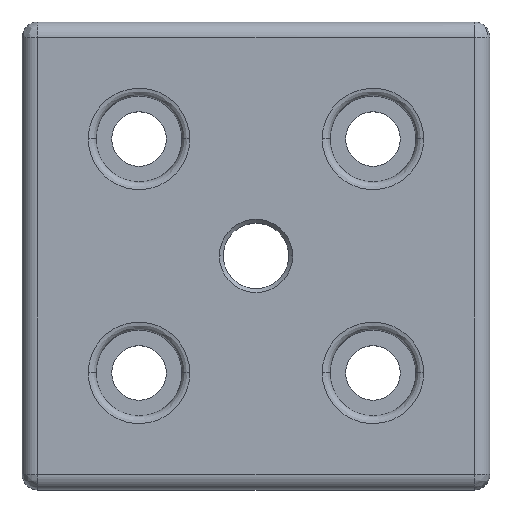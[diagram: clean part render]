
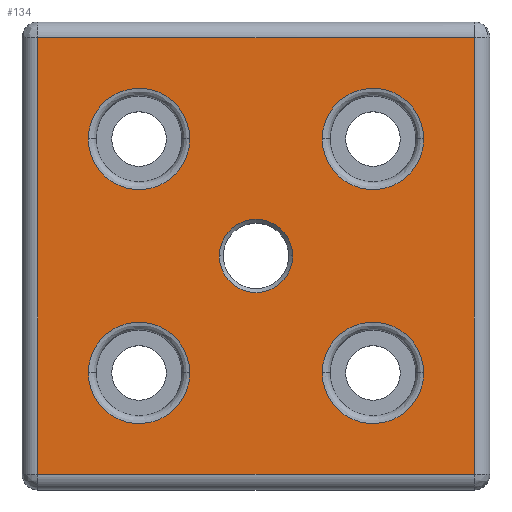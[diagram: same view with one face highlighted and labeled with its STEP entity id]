
A CAD part, top view. The second image highlights one B-rep face of the part: STEP entity #134.
In plain terms, the highlighted planar face has unit normal (0, 0, 1).
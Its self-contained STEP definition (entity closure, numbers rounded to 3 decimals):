
#134=ADVANCED_FACE('',(#389,#390,#391,#392,#393,#394),#395,.F.);
#389=FACE_OUTER_BOUND('',#1315,.T.);
#390=FACE_BOUND('',#1316,.T.);
#391=FACE_BOUND('',#1317,.T.);
#392=FACE_BOUND('',#1318,.T.);
#393=FACE_BOUND('',#1319,.T.);
#394=FACE_BOUND('',#1320,.T.);
#395=PLANE('',#1321);
#1315=EDGE_LOOP('',(#2938,#2939,#2940,#2941));
#1316=EDGE_LOOP('',(#2942,#2943));
#1317=EDGE_LOOP('',(#2944,#2945));
#1318=EDGE_LOOP('',(#2946,#2947));
#1319=EDGE_LOOP('',(#2948,#2949));
#1320=EDGE_LOOP('',(#2950,#2951));
#1321=AXIS2_PLACEMENT_3D('',#2952,#2953,#2954);
#2938=ORIENTED_EDGE('',*,*,#4149,.F.);
#2939=ORIENTED_EDGE('',*,*,#4150,.F.);
#2940=ORIENTED_EDGE('',*,*,#4151,.F.);
#2941=ORIENTED_EDGE('',*,*,#4152,.F.);
#2942=ORIENTED_EDGE('',*,*,#4153,.F.);
#2943=ORIENTED_EDGE('',*,*,#4071,.F.);
#2944=ORIENTED_EDGE('',*,*,#3975,.F.);
#2945=ORIENTED_EDGE('',*,*,#4154,.F.);
#2946=ORIENTED_EDGE('',*,*,#3979,.F.);
#2947=ORIENTED_EDGE('',*,*,#4155,.F.);
#2948=ORIENTED_EDGE('',*,*,#3983,.F.);
#2949=ORIENTED_EDGE('',*,*,#4156,.F.);
#2950=ORIENTED_EDGE('',*,*,#3987,.F.);
#2951=ORIENTED_EDGE('',*,*,#4157,.F.);
#2952=CARTESIAN_POINT('',(30.0,30.0,12.0));
#2953=DIRECTION('',(0.0,0.0,-1.0));
#2954=DIRECTION('',(0.0,-1.0,0.0));
#3975=EDGE_CURVE('',#4505,#4506,#4507,.T.);
#3979=EDGE_CURVE('',#4513,#4514,#4515,.T.);
#3983=EDGE_CURVE('',#4521,#4522,#4523,.T.);
#3987=EDGE_CURVE('',#4529,#4530,#4531,.T.);
#4071=EDGE_CURVE('',#4687,#4689,#4690,.T.);
#4149=EDGE_CURVE('',#4558,#4828,#4829,.T.);
#4150=EDGE_CURVE('',#4830,#4558,#4831,.T.);
#4151=EDGE_CURVE('',#4832,#4830,#4833,.T.);
#4152=EDGE_CURVE('',#4828,#4832,#4834,.T.);
#4153=EDGE_CURVE('',#4689,#4687,#4835,.T.);
#4154=EDGE_CURVE('',#4506,#4505,#4836,.T.);
#4155=EDGE_CURVE('',#4514,#4513,#4837,.T.);
#4156=EDGE_CURVE('',#4522,#4521,#4838,.T.);
#4157=EDGE_CURVE('',#4530,#4529,#4839,.T.);
#4505=VERTEX_POINT('',#5298);
#4506=VERTEX_POINT('',#5299);
#4507=(B_SPLINE_CURVE(3,(#5301,#5302,#5303,#5304),.UNSPECIFIED.,.F.,.F.)B_SPLINE_CURVE_WITH_KNOTS((4,4),(0.0,1.0),.UNSPECIFIED.)RATIONAL_B_SPLINE_CURVE((1.0,0.333,0.333,1.0))BOUNDED_CURVE()REPRESENTATION_ITEM('')GEOMETRIC_REPRESENTATION_ITEM()CURVE());
#4513=VERTEX_POINT('',#5316);
#4514=VERTEX_POINT('',#5317);
#4515=(B_SPLINE_CURVE(3,(#5319,#5320,#5321,#5322),.UNSPECIFIED.,.F.,.F.)B_SPLINE_CURVE_WITH_KNOTS((4,4),(0.0,1.0),.UNSPECIFIED.)RATIONAL_B_SPLINE_CURVE((1.0,0.333,0.333,1.0))BOUNDED_CURVE()REPRESENTATION_ITEM('')GEOMETRIC_REPRESENTATION_ITEM()CURVE());
#4521=VERTEX_POINT('',#5334);
#4522=VERTEX_POINT('',#5335);
#4523=(B_SPLINE_CURVE(3,(#5337,#5338,#5339,#5340),.UNSPECIFIED.,.F.,.F.)B_SPLINE_CURVE_WITH_KNOTS((4,4),(0.0,1.0),.UNSPECIFIED.)RATIONAL_B_SPLINE_CURVE((1.0,0.333,0.333,1.0))BOUNDED_CURVE()REPRESENTATION_ITEM('')GEOMETRIC_REPRESENTATION_ITEM()CURVE());
#4529=VERTEX_POINT('',#5352);
#4530=VERTEX_POINT('',#5353);
#4531=(B_SPLINE_CURVE(3,(#5355,#5356,#5357,#5358),.UNSPECIFIED.,.F.,.F.)B_SPLINE_CURVE_WITH_KNOTS((4,4),(0.0,1.0),.UNSPECIFIED.)RATIONAL_B_SPLINE_CURVE((1.0,0.333,0.333,1.0))BOUNDED_CURVE()REPRESENTATION_ITEM('')GEOMETRIC_REPRESENTATION_ITEM()CURVE());
#4558=VERTEX_POINT('',#5391);
#4687=VERTEX_POINT('',#5601);
#4689=VERTEX_POINT('',#5604);
#4690=CIRCLE('',#5605,4.7);
#4828=VERTEX_POINT('',#5784);
#4829=LINE('',#5785,#5786);
#4830=VERTEX_POINT('',#5787);
#4831=LINE('',#5788,#5789);
#4832=VERTEX_POINT('',#5790);
#4833=LINE('',#5791,#5792);
#4834=LINE('',#5793,#5794);
#4835=CIRCLE('',#5795,4.7);
#4836=(B_SPLINE_CURVE(3,(#5797,#5798,#5799,#5800),.UNSPECIFIED.,.F.,.F.)B_SPLINE_CURVE_WITH_KNOTS((4,4),(0.0,1.0),.UNSPECIFIED.)RATIONAL_B_SPLINE_CURVE((1.0,0.333,0.333,1.0))BOUNDED_CURVE()REPRESENTATION_ITEM('')GEOMETRIC_REPRESENTATION_ITEM()CURVE());
#4837=(B_SPLINE_CURVE(3,(#5808,#5809,#5810,#5811),.UNSPECIFIED.,.F.,.F.)B_SPLINE_CURVE_WITH_KNOTS((4,4),(0.0,1.0),.UNSPECIFIED.)RATIONAL_B_SPLINE_CURVE((1.0,0.333,0.333,1.0))BOUNDED_CURVE()REPRESENTATION_ITEM('')GEOMETRIC_REPRESENTATION_ITEM()CURVE());
#4838=(B_SPLINE_CURVE(3,(#5819,#5820,#5821,#5822),.UNSPECIFIED.,.F.,.F.)B_SPLINE_CURVE_WITH_KNOTS((4,4),(0.0,1.0),.UNSPECIFIED.)RATIONAL_B_SPLINE_CURVE((1.0,0.333,0.333,1.0))BOUNDED_CURVE()REPRESENTATION_ITEM('')GEOMETRIC_REPRESENTATION_ITEM()CURVE());
#4839=(B_SPLINE_CURVE(3,(#5830,#5831,#5832,#5833),.UNSPECIFIED.,.F.,.F.)B_SPLINE_CURVE_WITH_KNOTS((4,4),(0.0,1.0),.UNSPECIFIED.)RATIONAL_B_SPLINE_CURVE((1.0,0.333,0.333,1.0))BOUNDED_CURVE()REPRESENTATION_ITEM('')GEOMETRIC_REPRESENTATION_ITEM()CURVE());
#5298=CARTESIAN_POINT('',(-21.5,-15.0,12.0));
#5299=CARTESIAN_POINT('',(-8.5,-15.0,12.0));
#5301=CARTESIAN_POINT('',(-21.5,-15.0,12.0));
#5302=CARTESIAN_POINT('',(-21.5,-28.0,12.0));
#5303=CARTESIAN_POINT('',(-8.5,-28.0,12.0));
#5304=CARTESIAN_POINT('',(-8.5,-15.0,12.0));
#5316=CARTESIAN_POINT('',(8.5,-15.0,12.0));
#5317=CARTESIAN_POINT('',(21.5,-15.0,12.0));
#5319=CARTESIAN_POINT('',(8.5,-15.0,12.0));
#5320=CARTESIAN_POINT('',(8.5,-28.0,12.0));
#5321=CARTESIAN_POINT('',(21.5,-28.0,12.0));
#5322=CARTESIAN_POINT('',(21.5,-15.0,12.0));
#5334=CARTESIAN_POINT('',(8.5,15.0,12.0));
#5335=CARTESIAN_POINT('',(21.5,15.0,12.0));
#5337=CARTESIAN_POINT('',(8.5,15.0,12.0));
#5338=CARTESIAN_POINT('',(8.5,2.,12.0));
#5339=CARTESIAN_POINT('',(21.5,2.,12.0));
#5340=CARTESIAN_POINT('',(21.5,15.0,12.0));
#5352=CARTESIAN_POINT('',(-21.5,15.0,12.0));
#5353=CARTESIAN_POINT('',(-8.5,15.0,12.0));
#5355=CARTESIAN_POINT('',(-21.5,15.0,12.0));
#5356=CARTESIAN_POINT('',(-21.5,2.0,12.0));
#5357=CARTESIAN_POINT('',(-8.5,2.0,12.0));
#5358=CARTESIAN_POINT('',(-8.5,15.0,12.0));
#5391=CARTESIAN_POINT('',(28.0,28.0,12.0));
#5601=CARTESIAN_POINT('',(-4.7,0.,12.));
#5604=CARTESIAN_POINT('',(4.7,0.0,12.));
#5605=AXIS2_PLACEMENT_3D('',#7230,#7231,#7232);
#5784=CARTESIAN_POINT('',(28.0,-28.0,12.0));
#5785=CARTESIAN_POINT('',(28.0,30.0,12.0));
#5786=VECTOR('',#7382,1000.0);
#5787=CARTESIAN_POINT('',(-28.0,28.0,12.0));
#5788=CARTESIAN_POINT('',(30.0,28.0,12.0));
#5789=VECTOR('',#7383,1000.0);
#5790=CARTESIAN_POINT('',(-28.0,-28.0,12.0));
#5791=CARTESIAN_POINT('',(-28.0,30.0,12.0));
#5792=VECTOR('',#7384,1000.0);
#5793=CARTESIAN_POINT('',(30.0,-28.0,12.0));
#5794=VECTOR('',#7385,1000.0);
#5795=AXIS2_PLACEMENT_3D('',#7386,#7387,#7388);
#5797=CARTESIAN_POINT('',(-8.5,-15.0,12.0));
#5798=CARTESIAN_POINT('',(-8.5,-2.0,12.0));
#5799=CARTESIAN_POINT('',(-21.5,-2.0,12.0));
#5800=CARTESIAN_POINT('',(-21.5,-15.0,12.0));
#5808=CARTESIAN_POINT('',(21.5,-15.0,12.0));
#5809=CARTESIAN_POINT('',(21.5,-2.0,12.0));
#5810=CARTESIAN_POINT('',(8.5,-2.0,12.0));
#5811=CARTESIAN_POINT('',(8.5,-15.0,12.0));
#5819=CARTESIAN_POINT('',(21.5,15.0,12.0));
#5820=CARTESIAN_POINT('',(21.5,28.0,12.0));
#5821=CARTESIAN_POINT('',(8.5,28.0,12.0));
#5822=CARTESIAN_POINT('',(8.5,15.0,12.0));
#5830=CARTESIAN_POINT('',(-8.5,15.0,12.0));
#5831=CARTESIAN_POINT('',(-8.5,28.0,12.0));
#5832=CARTESIAN_POINT('',(-21.5,28.0,12.0));
#5833=CARTESIAN_POINT('',(-21.5,15.0,12.0));
#7230=CARTESIAN_POINT('',(0.0,0.0,12.));
#7231=DIRECTION('',(0.0,-0.0,1.0));
#7232=DIRECTION('',(1.0,0.0,0.0));
#7382=DIRECTION('',(-0.0,-1.0,-0.0));
#7383=DIRECTION('',(1.0,-0.0,0.0));
#7384=DIRECTION('',(0.0,1.0,0.0));
#7385=DIRECTION('',(-1.0,0.0,-0.0));
#7386=CARTESIAN_POINT('',(0.0,0.0,12.));
#7387=DIRECTION('',(0.0,-0.0,1.0));
#7388=DIRECTION('',(1.0,0.0,0.0));
